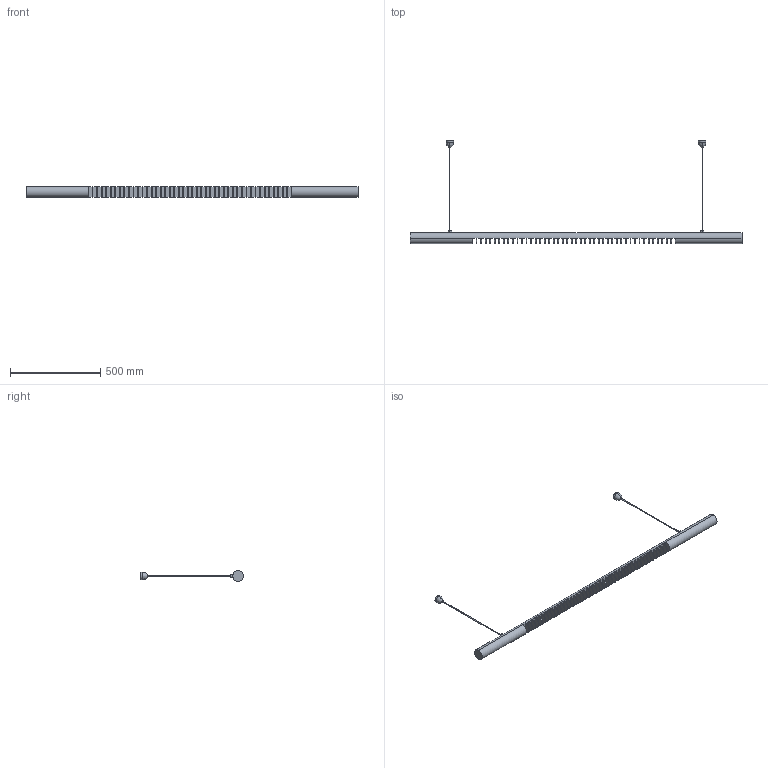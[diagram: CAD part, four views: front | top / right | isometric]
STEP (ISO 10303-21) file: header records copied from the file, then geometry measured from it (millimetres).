
FILE_DESCRIPTION (( 'STEP AP214' ), '1' );
FILE_NAME ('RING LED 30.STEP', '2018-07-27T13:19:57', ( '' ), ( '' ), 'SwSTEP 2.0', 'SolidWorks 2013', '' );
FILE_SCHEMA (( 'AUTOMOTIVE_DESIGN' ));
Length unit declared in the file: millimetre
Products named in the file (1): RING LED 30
Bounding box: 1836 x 570.03 x 60 mm (x, y, z)
Volume: 4020864.7 mm3; surface area: 475889.1 mm2
Topology: 1 solids, 1 shells, 209 faces, 416 edges, 216 vertices
Faces by surface type: plane 144, cylinder 61, torus 4
Entity records: 7681 total; most frequent: CARTESIAN_POINT 1034, DIRECTION 958, ORIENTED_EDGE 832, EDGE_CURVE 416, AXIS2_PLACEMENT_3D 336, LINE 286, VECTOR 286, VERTEX_POINT 216
